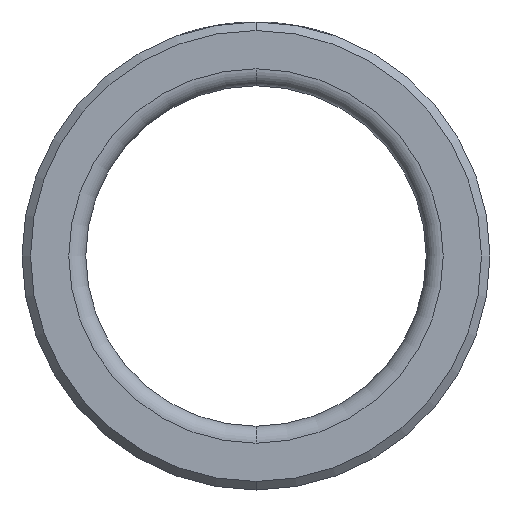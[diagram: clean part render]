
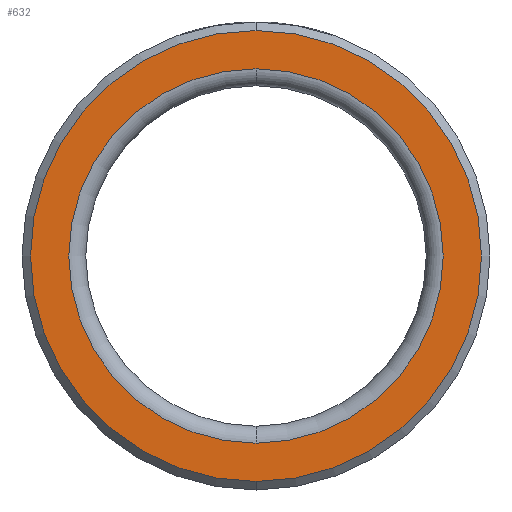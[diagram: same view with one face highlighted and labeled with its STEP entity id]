
A CAD part, front view. The second image highlights one B-rep face of the part: STEP entity #632.
In plain terms, the highlighted planar face has unit normal (0, -1, 0).
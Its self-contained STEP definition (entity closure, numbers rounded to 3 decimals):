
#14 = ORIENTED_EDGE ( 'NONE', *, *, #1403, .T. ) ;
#34 = EDGE_CURVE ( 'NONE', #853, #106, #1322, .T. ) ;
#106 = VERTEX_POINT ( 'NONE', #193 ) ;
#126 = DIRECTION ( 'NONE',  ( 0., 0., -1. ) ) ;
#132 = VERTEX_POINT ( 'NONE', #1373 ) ;
#193 = CARTESIAN_POINT ( 'NONE',  ( 0., 0., 22. ) ) ;
#268 = FACE_OUTER_BOUND ( 'NONE', #1774, .T. ) ;
#411 = AXIS2_PLACEMENT_3D ( 'NONE', #809, #1779, #945 ) ;
#414 = CIRCLE ( 'NONE', #1073, 26.5 ) ;
#504 = DIRECTION ( 'NONE',  ( 0., 1., 0. ) ) ;
#564 = ORIENTED_EDGE ( 'NONE', *, *, #1178, .F. ) ;
#592 = DIRECTION ( 'NONE',  ( 0., -1., 0. ) ) ;
#632 = ADVANCED_FACE ( 'NONE', ( #1353, #268 ), #784, .F. ) ;
#652 = DIRECTION ( 'NONE',  ( 0., -1., 0. ) ) ;
#654 = CARTESIAN_POINT ( 'NONE',  ( -26.5, 0., 0. ) ) ;
#686 = ORIENTED_EDGE ( 'NONE', *, *, #34, .F. ) ;
#691 = AXIS2_PLACEMENT_3D ( 'NONE', #1405, #592, #1547 ) ;
#706 = EDGE_LOOP ( 'NONE', ( #686, #564 ) ) ;
#709 = AXIS2_PLACEMENT_3D ( 'NONE', #654, #504, #916 ) ;
#784 = PLANE ( 'NONE',  #709 ) ;
#809 = CARTESIAN_POINT ( 'NONE',  ( 0., 0., 0. ) ) ;
#810 = EDGE_CURVE ( 'NONE', #1386, #132, #414, .T. ) ;
#853 = VERTEX_POINT ( 'NONE', #1082 ) ;
#916 = DIRECTION ( 'NONE',  ( 0., 0., 1. ) ) ;
#945 = DIRECTION ( 'NONE',  ( 0., 0., -1. ) ) ;
#946 = DIRECTION ( 'NONE',  ( 0., -1., 0. ) ) ;
#953 = ORIENTED_EDGE ( 'NONE', *, *, #810, .T. ) ;
#960 = CIRCLE ( 'NONE', #1784, 26.5 ) ;
#1073 = AXIS2_PLACEMENT_3D ( 'NONE', #1780, #946, #126 ) ;
#1082 = CARTESIAN_POINT ( 'NONE',  ( 0., 0., -22. ) ) ;
#1146 = CARTESIAN_POINT ( 'NONE',  ( 0., 0., 26.5 ) ) ;
#1178 = EDGE_CURVE ( 'NONE', #106, #853, #1182, .T. ) ;
#1182 = CIRCLE ( 'NONE', #411, 22. ) ;
#1322 = CIRCLE ( 'NONE', #691, 22. ) ;
#1353 = FACE_BOUND ( 'NONE', #706, .T. ) ;
#1373 = CARTESIAN_POINT ( 'NONE',  ( 0., 0., -26.5 ) ) ;
#1386 = VERTEX_POINT ( 'NONE', #1146 ) ;
#1403 = EDGE_CURVE ( 'NONE', #132, #1386, #960, .T. ) ;
#1405 = CARTESIAN_POINT ( 'NONE',  ( 0., 0., 0. ) ) ;
#1465 = CARTESIAN_POINT ( 'NONE',  ( 0., 0., 0. ) ) ;
#1547 = DIRECTION ( 'NONE',  ( 0., 0., -1. ) ) ;
#1606 = DIRECTION ( 'NONE',  ( 0., 0., -1. ) ) ;
#1774 = EDGE_LOOP ( 'NONE', ( #953, #14 ) ) ;
#1779 = DIRECTION ( 'NONE',  ( 0., -1., 0. ) ) ;
#1780 = CARTESIAN_POINT ( 'NONE',  ( 0., 0., 0. ) ) ;
#1784 = AXIS2_PLACEMENT_3D ( 'NONE', #1465, #652, #1606 ) ;
